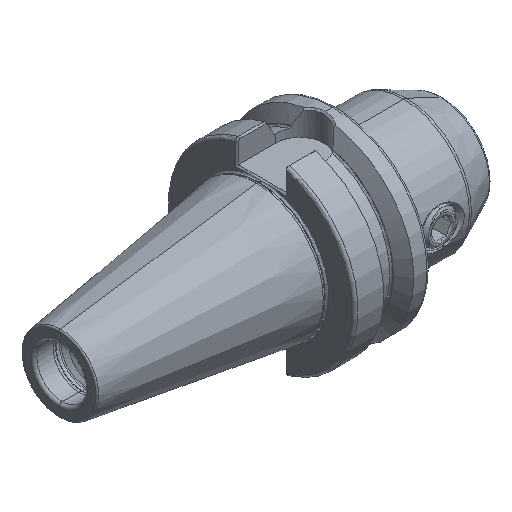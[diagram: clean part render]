
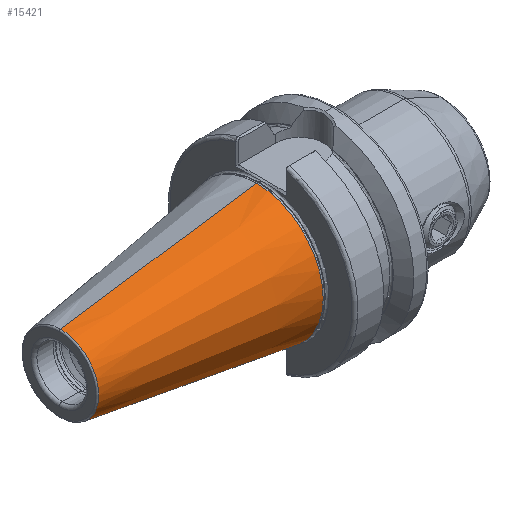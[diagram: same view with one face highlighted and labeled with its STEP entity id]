
A CAD part, isometric view. The second image highlights one B-rep face of the part: STEP entity #15421.
In plain terms, the highlighted conical face has half-angle 8.297 degrees and reference radius 22.298 mm.
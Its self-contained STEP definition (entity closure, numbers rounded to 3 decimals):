
#1675 = CARTESIAN_POINT ( 'NONE',  ( -1.5, 0., -22.298 ) ) ;
#1676 = DIRECTION ( 'NONE',  ( 0.99, 0., -0.144 ) ) ;
#3586 = ORIENTED_EDGE ( 'NONE', *, *, #5553, .T. ) ;
#3599 = ORIENTED_EDGE ( 'NONE', *, *, #4083, .F. ) ;
#3601 = ORIENTED_EDGE ( 'NONE', *, *, #4125, .T. ) ;
#3641 = ORIENTED_EDGE ( 'NONE', *, *, #5499, .F. ) ;
#3763 = EDGE_LOOP ( 'NONE', ( #3641, #3601, #3586, #3599 ) ) ;
#3959 = AXIS2_PLACEMENT_3D ( 'NONE', #6487, #6471, #6458 ) ;
#4083 = EDGE_CURVE ( 'NONE', #5924, #5923, #14796, .T. ) ;
#4119 = AXIS2_PLACEMENT_3D ( 'NONE', #13932, #13956, #13939 ) ;
#4125 = EDGE_CURVE ( 'NONE', #5957, #13618, #15160, .T. ) ;
#4165 = AXIS2_PLACEMENT_3D ( 'NONE', #13669, #13694, #13674 ) ;
#5499 = EDGE_CURVE ( 'NONE', #5957, #5924, #15053, .T. ) ;
#5553 = EDGE_CURVE ( 'NONE', #13618, #5923, #15147, .T. ) ;
#5923 = VERTEX_POINT ( 'NONE', #16181 ) ;
#5924 = VERTEX_POINT ( 'NONE', #16182 ) ;
#5957 = VERTEX_POINT ( 'NONE', #16167 ) ;
#6458 = DIRECTION ( 'NONE',  ( 0., 0., -1. ) ) ;
#6471 = DIRECTION ( 'NONE',  ( 1., 0., 0. ) ) ;
#6487 = CARTESIAN_POINT ( 'NONE',  ( -1.5, 0., 0. ) ) ;
#8108 = FACE_OUTER_BOUND ( 'NONE', #3763, .T. ) ;
#8122 = CONICAL_SURFACE ( 'NONE', #3959, 22.298, 0.145 ) ;
#13189 = DIRECTION ( 'NONE',  ( 0.99, 0., 0.144 ) ) ;
#13214 = CARTESIAN_POINT ( 'NONE',  ( -1.5, 0., 22.298 ) ) ;
#13618 = VERTEX_POINT ( 'NONE', #16471 ) ;
#13669 = CARTESIAN_POINT ( 'NONE',  ( -66.972, 0., 0. ) ) ;
#13674 = DIRECTION ( 'NONE',  ( 0., 0., -1. ) ) ;
#13694 = DIRECTION ( 'NONE',  ( 1., 0., 0. ) ) ;
#13932 = CARTESIAN_POINT ( 'NONE',  ( -1.5, 0., 0. ) ) ;
#13939 = DIRECTION ( 'NONE',  ( 0., 0., -1. ) ) ;
#13956 = DIRECTION ( 'NONE',  ( 1., 0., 0. ) ) ;
#14796 = CIRCLE ( 'NONE', #4119, 22.298 ) ;
#15053 = LINE ( 'NONE', #13214, #15054 ) ;
#15054 = VECTOR ( 'NONE', #13189, 1000. ) ;
#15125 = VECTOR ( 'NONE', #1676, 1000. ) ;
#15147 = LINE ( 'NONE', #1675, #15125 ) ;
#15160 = CIRCLE ( 'NONE', #4165, 12.75 ) ;
#15421 = ADVANCED_FACE ( 'NONE', ( #8108 ), #8122, .T. ) ;
#16167 = CARTESIAN_POINT ( 'NONE',  ( -66.972, 0., 12.75 ) ) ;
#16181 = CARTESIAN_POINT ( 'NONE',  ( -1.5, 0., -22.298 ) ) ;
#16182 = CARTESIAN_POINT ( 'NONE',  ( -1.5, 0., 22.298 ) ) ;
#16471 = CARTESIAN_POINT ( 'NONE',  ( -66.972, 0., -12.75 ) ) ;
